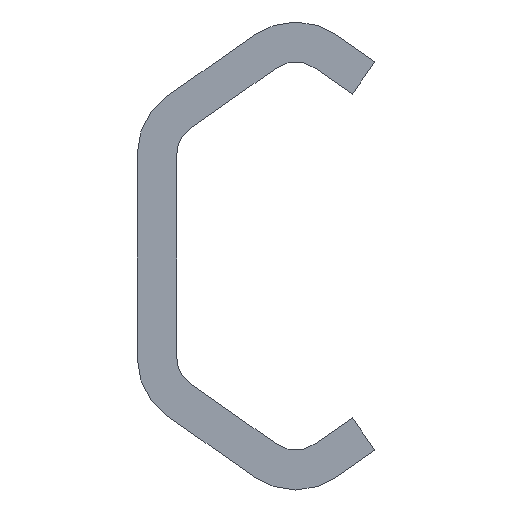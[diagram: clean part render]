
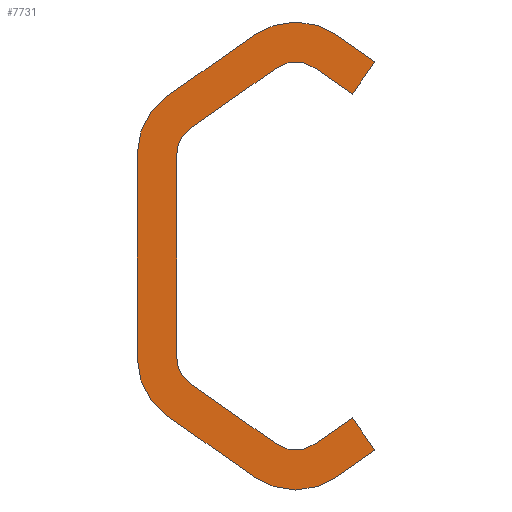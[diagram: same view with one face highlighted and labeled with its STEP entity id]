
A CAD part, left-side view. The second image highlights one B-rep face of the part: STEP entity #7731.
In plain terms, the highlighted planar face has unit normal (-1, 0, 0).
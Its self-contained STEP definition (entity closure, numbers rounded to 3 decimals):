
#6483=CARTESIAN_POINT('',(0.0,-5.0,12.246));
#6484=VERTEX_POINT('',#6483);
#6491=CARTESIAN_POINT('',(0.0,-3.567,10.2));
#6492=VERTEX_POINT('',#6491);
#6493=CARTESIAN_POINT('',(0.0,-5.0,12.246));
#6494=DIRECTION('',(0.0,0.574,-0.819));
#6495=VECTOR('',#6494,2.498);
#6496=LINE('',#6493,#6495);
#6497=EDGE_CURVE('',#6484,#6492,#6496,.T.);
#6521=CARTESIAN_POINT('',(0.0,-2.599,13.93));
#6522=VERTEX_POINT('',#6521);
#6529=CARTESIAN_POINT('',(0.0,-2.599,13.93));
#6530=DIRECTION('',(0.0,-0.819,-0.574));
#6531=VECTOR('',#6530,2.932);
#6532=LINE('',#6529,#6531);
#6533=EDGE_CURVE('',#6522,#6484,#6532,.T.);
#6553=CARTESIAN_POINT('',(0.0,2.596,13.932));
#6554=VERTEX_POINT('',#6553);
#6561=CARTESIAN_POINT('',(0.0,0.,10.222));
#6562=DIRECTION('',(1.0,0.0,0.0));
#6563=DIRECTION('',(0.0,0.573,0.819));
#6564=AXIS2_PLACEMENT_3D('',#6561,#6562,#6563);
#6565=CIRCLE('',#6564,4.528);
#6566=EDGE_CURVE('',#6554,#6522,#6565,.T.);
#6585=CARTESIAN_POINT('',(0.0,8.068,10.102));
#6586=VERTEX_POINT('',#6585);
#6593=CARTESIAN_POINT('',(0.0,8.068,10.102));
#6594=DIRECTION('',(0.0,-0.819,0.573));
#6595=VECTOR('',#6594,6.679);
#6596=LINE('',#6593,#6595);
#6597=EDGE_CURVE('',#6586,#6554,#6596,.T.);
#6617=CARTESIAN_POINT('',(0.0,10.0,6.392));
#6618=VERTEX_POINT('',#6617);
#6625=CARTESIAN_POINT('',(0.0,5.472,6.392));
#6626=DIRECTION('',(1.0,0.0,0.0));
#6627=DIRECTION('',(0.0,1.0,0.0));
#6628=AXIS2_PLACEMENT_3D('',#6625,#6626,#6627);
#6629=CIRCLE('',#6628,4.528);
#6630=EDGE_CURVE('',#6618,#6586,#6629,.T.);
#6649=CARTESIAN_POINT('',(0.0,10.0,-6.393));
#6650=VERTEX_POINT('',#6649);
#6657=CARTESIAN_POINT('',(0.0,10.0,-6.393));
#6658=DIRECTION('',(0.0,0.0,1.0));
#6659=VECTOR('',#6658,12.785);
#6660=LINE('',#6657,#6659);
#6661=EDGE_CURVE('',#6650,#6618,#6660,.T.);
#6981=CARTESIAN_POINT('',(0.0,8.069,-10.102));
#6982=VERTEX_POINT('',#6981);
#6989=CARTESIAN_POINT('',(0.0,5.472,-6.393));
#6990=DIRECTION('',(1.0,0.0,0.0));
#6991=DIRECTION('',(0.0,0.574,-0.819));
#6992=AXIS2_PLACEMENT_3D('',#6989,#6990,#6991);
#6993=CIRCLE('',#6992,4.528);
#6994=EDGE_CURVE('',#6982,#6650,#6993,.T.);
#7013=CARTESIAN_POINT('',(0.0,2.599,-13.932));
#7014=VERTEX_POINT('',#7013);
#7021=CARTESIAN_POINT('',(0.0,2.599,-13.932));
#7022=DIRECTION('',(0.0,0.819,0.574));
#7023=VECTOR('',#7022,6.678);
#7024=LINE('',#7021,#7023);
#7025=EDGE_CURVE('',#7014,#6982,#7024,.T.);
#7045=CARTESIAN_POINT('',(0.0,-2.598,-13.931));
#7046=VERTEX_POINT('',#7045);
#7053=CARTESIAN_POINT('',(0.0,0.002,-10.223));
#7054=DIRECTION('',(1.0,0.0,0.0));
#7055=DIRECTION('',(0.0,-0.574,-0.819));
#7056=AXIS2_PLACEMENT_3D('',#7053,#7054,#7055);
#7057=CIRCLE('',#7056,4.528);
#7058=EDGE_CURVE('',#7046,#7014,#7057,.T.);
#7077=CARTESIAN_POINT('',(0.0,-5.0,-12.246));
#7078=VERTEX_POINT('',#7077);
#7085=CARTESIAN_POINT('',(0.0,-5.0,-12.246));
#7086=DIRECTION('',(0.0,0.819,-0.574));
#7087=VECTOR('',#7086,2.934);
#7088=LINE('',#7085,#7087);
#7089=EDGE_CURVE('',#7078,#7046,#7088,.T.);
#7108=CARTESIAN_POINT('',(0.0,-3.567,-10.2));
#7109=VERTEX_POINT('',#7108);
#7116=CARTESIAN_POINT('',(0.0,-3.567,-10.2));
#7117=DIRECTION('',(0.0,-0.574,-0.819));
#7118=VECTOR('',#7117,2.498);
#7119=LINE('',#7116,#7118);
#7120=EDGE_CURVE('',#7109,#7078,#7119,.T.);
#7139=CARTESIAN_POINT('',(0.0,-1.163,-11.883));
#7140=VERTEX_POINT('',#7139);
#7147=CARTESIAN_POINT('',(0.0,-1.163,-11.883));
#7148=DIRECTION('',(0.0,-0.819,0.574));
#7149=VECTOR('',#7148,2.935);
#7150=LINE('',#7147,#7149);
#7151=EDGE_CURVE('',#7140,#7109,#7150,.T.);
#7171=CARTESIAN_POINT('',(0.0,1.163,-11.883));
#7172=VERTEX_POINT('',#7171);
#7179=CARTESIAN_POINT('',(0.0,0.,-10.222));
#7180=DIRECTION('',(-1.0,0.0,0.0));
#7181=DIRECTION('',(0.0,0.574,0.819));
#7182=AXIS2_PLACEMENT_3D('',#7179,#7180,#7181);
#7183=CIRCLE('',#7182,2.028);
#7184=EDGE_CURVE('',#7172,#7140,#7183,.T.);
#7203=CARTESIAN_POINT('',(0.0,6.635,-8.052));
#7204=VERTEX_POINT('',#7203);
#7211=CARTESIAN_POINT('',(0.0,6.635,-8.052));
#7212=DIRECTION('',(0.0,-0.819,-0.574));
#7213=VECTOR('',#7212,6.68);
#7214=LINE('',#7211,#7213);
#7215=EDGE_CURVE('',#7204,#7172,#7214,.T.);
#7235=CARTESIAN_POINT('',(0.0,7.5,-6.39));
#7236=VERTEX_POINT('',#7235);
#7243=CARTESIAN_POINT('',(0.0,5.472,-6.39));
#7244=DIRECTION('',(-1.0,0.0,0.0));
#7245=DIRECTION('',(0.0,-0.574,0.819));
#7246=AXIS2_PLACEMENT_3D('',#7243,#7244,#7245);
#7247=CIRCLE('',#7246,2.028);
#7248=EDGE_CURVE('',#7236,#7204,#7247,.T.);
#7267=CARTESIAN_POINT('',(0.0,7.5,6.39));
#7268=VERTEX_POINT('',#7267);
#7275=CARTESIAN_POINT('',(0.0,7.5,6.39));
#7276=DIRECTION('',(0.0,0.0,-1.0));
#7277=VECTOR('',#7276,12.781);
#7278=LINE('',#7275,#7277);
#7279=EDGE_CURVE('',#7268,#7236,#7278,.T.);
#7599=CARTESIAN_POINT('',(0.0,6.635,8.052));
#7600=VERTEX_POINT('',#7599);
#7607=CARTESIAN_POINT('',(0.0,5.472,6.39));
#7608=DIRECTION('',(-1.0,0.0,0.0));
#7609=DIRECTION('',(0.0,-1.0,0.0));
#7610=AXIS2_PLACEMENT_3D('',#7607,#7608,#7609);
#7611=CIRCLE('',#7610,2.028);
#7612=EDGE_CURVE('',#7600,#7268,#7611,.T.);
#7631=CARTESIAN_POINT('',(0.0,1.163,11.883));
#7632=VERTEX_POINT('',#7631);
#7639=CARTESIAN_POINT('',(0.0,1.163,11.883));
#7640=DIRECTION('',(0.0,0.819,-0.574));
#7641=VECTOR('',#7640,6.68);
#7642=LINE('',#7639,#7641);
#7643=EDGE_CURVE('',#7632,#7600,#7642,.T.);
#7663=CARTESIAN_POINT('',(0.0,-1.163,11.883));
#7664=VERTEX_POINT('',#7663);
#7671=CARTESIAN_POINT('',(0.0,0.,10.222));
#7672=DIRECTION('',(-1.0,0.0,0.0));
#7673=DIRECTION('',(0.0,-0.574,-0.819));
#7674=AXIS2_PLACEMENT_3D('',#7671,#7672,#7673);
#7675=CIRCLE('',#7674,2.028);
#7676=EDGE_CURVE('',#7664,#7632,#7675,.T.);
#7694=CARTESIAN_POINT('',(0.0,-3.567,10.2));
#7695=DIRECTION('',(0.0,0.819,0.574));
#7696=VECTOR('',#7695,2.935);
#7697=LINE('',#7694,#7696);
#7698=EDGE_CURVE('',#6492,#7664,#7697,.T.);
#7704=CARTESIAN_POINT('',(0.0,4.08,0.));
#7705=DIRECTION('',(1.0,0.0,0.0));
#7706=DIRECTION('',(0.0,0.0,-1.0));
#7707=AXIS2_PLACEMENT_3D('',#7704,#7705,#7706);
#7708=PLANE('',#7707);
#7709=ORIENTED_EDGE('',*,*,#7698,.F.);
#7710=ORIENTED_EDGE('',*,*,#6497,.F.);
#7711=ORIENTED_EDGE('',*,*,#6533,.F.);
#7712=ORIENTED_EDGE('',*,*,#6566,.F.);
#7713=ORIENTED_EDGE('',*,*,#6597,.F.);
#7714=ORIENTED_EDGE('',*,*,#6630,.F.);
#7715=ORIENTED_EDGE('',*,*,#6661,.F.);
#7716=ORIENTED_EDGE('',*,*,#6994,.F.);
#7717=ORIENTED_EDGE('',*,*,#7025,.F.);
#7718=ORIENTED_EDGE('',*,*,#7058,.F.);
#7719=ORIENTED_EDGE('',*,*,#7089,.F.);
#7720=ORIENTED_EDGE('',*,*,#7120,.F.);
#7721=ORIENTED_EDGE('',*,*,#7151,.F.);
#7722=ORIENTED_EDGE('',*,*,#7184,.F.);
#7723=ORIENTED_EDGE('',*,*,#7215,.F.);
#7724=ORIENTED_EDGE('',*,*,#7248,.F.);
#7725=ORIENTED_EDGE('',*,*,#7279,.F.);
#7726=ORIENTED_EDGE('',*,*,#7612,.F.);
#7727=ORIENTED_EDGE('',*,*,#7643,.F.);
#7728=ORIENTED_EDGE('',*,*,#7676,.F.);
#7729=EDGE_LOOP('',(#7709,#7710,#7711,#7712,#7713,#7714,#7715,#7716,#7717,#7718,#7719,#7720,#7721,#7722,#7723,#7724,#7725,#7726,#7727,#7728));
#7730=FACE_OUTER_BOUND('',#7729,.T.);
#7731=ADVANCED_FACE('',(#7730),#7708,.F.);
